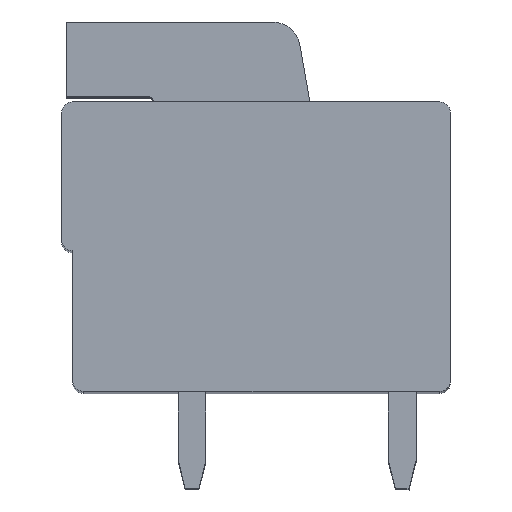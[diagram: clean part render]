
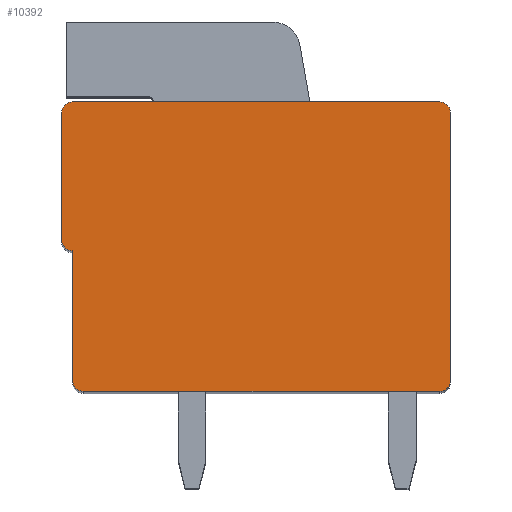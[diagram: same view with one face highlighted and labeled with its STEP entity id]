
A CAD part, top view. The second image highlights one B-rep face of the part: STEP entity #10392.
In plain terms, the highlighted planar face has unit normal (0, 0, 1).
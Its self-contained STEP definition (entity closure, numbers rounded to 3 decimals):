
#1421=DIRECTION('',(-1.,0.,0.));
#1422=VECTOR('',#1421,13.304);
#1423=CARTESIAN_POINT('',(13.702,14.,0.));
#1424=LINE('',#1423,#1422);
#3042=DIRECTION('',(0.,-1.,0.));
#3043=VECTOR('',#3042,4.607);
#3044=CARTESIAN_POINT('',(0.002,13.603,0.));
#3045=LINE('',#3044,#3043);
#3212=DIRECTION('',(0.,-1.,0.));
#3213=VECTOR('',#3212,4.698);
#3214=CARTESIAN_POINT('',(0.4,8.6,0.));
#3215=LINE('',#3214,#3213);
#3309=CARTESIAN_POINT('',(13.702,13.6,0.));
#3310=DIRECTION('',(0.,0.,-1.));
#3311=DIRECTION('',(0.,1.,0.));
#3312=AXIS2_PLACEMENT_3D('',#3309,#3310,#3311);
#3314=DIRECTION('',(0.,-1.,0.));
#3315=VECTOR('',#3314,9.7);
#3316=CARTESIAN_POINT('',(14.102,13.6,0.));
#3317=LINE('',#3316,#3315);
#3318=CARTESIAN_POINT('',(13.702,3.9,0.));
#3319=DIRECTION('',(0.,0.,-1.));
#3320=DIRECTION('',(1.,0.,0.));
#3321=AXIS2_PLACEMENT_3D('',#3318,#3319,#3320);
#3323=DIRECTION('',(-1.,0.,0.));
#3324=VECTOR('',#3323,12.902);
#3325=CARTESIAN_POINT('',(13.702,3.5,0.));
#3326=LINE('',#3325,#3324);
#3327=CARTESIAN_POINT('',(0.8,3.9,0.));
#3328=DIRECTION('',(0.,0.,-1.));
#3329=DIRECTION('',(0.001,-1.,0.));
#3330=AXIS2_PLACEMENT_3D('',#3327,#3328,#3329);
#3332=CARTESIAN_POINT('',(0.4,9.,0.));
#3333=DIRECTION('',(0.,0.,-1.));
#3334=DIRECTION('',(-0.001,-1.,0.));
#3335=AXIS2_PLACEMENT_3D('',#3332,#3333,#3334);
#3337=CARTESIAN_POINT('',(0.398,13.604,0.));
#3338=DIRECTION('',(0.,0.,-1.));
#3339=DIRECTION('',(-1.,-0.003,0.));
#3340=AXIS2_PLACEMENT_3D('',#3337,#3338,#3339);
#4362=CARTESIAN_POINT('',(0.8,3.5,0.));
#4364=VERTEX_POINT('',#4362);
#4366=CARTESIAN_POINT('',(13.702,14.,0.));
#4367=CARTESIAN_POINT('',(14.102,13.6,0.));
#4368=VERTEX_POINT('',#4366);
#4369=VERTEX_POINT('',#4367);
#4370=CARTESIAN_POINT('',(14.102,3.9,0.));
#4371=VERTEX_POINT('',#4370);
#4372=CARTESIAN_POINT('',(13.702,3.5,0.));
#4373=VERTEX_POINT('',#4372);
#4374=CARTESIAN_POINT('',(0.4,3.902,0.));
#4375=VERTEX_POINT('',#4374);
#4376=CARTESIAN_POINT('',(0.4,8.6,0.));
#4377=VERTEX_POINT('',#4376);
#4378=CARTESIAN_POINT('',(0.,8.996,0.));
#4379=VERTEX_POINT('',#4378);
#4380=CARTESIAN_POINT('',(0.002,13.603,0.));
#4381=VERTEX_POINT('',#4380);
#4382=CARTESIAN_POINT('',(0.398,14.,0.));
#4383=VERTEX_POINT('',#4382);
#10375=CARTESIAN_POINT('',(7.051,8.75,0.));
#10376=DIRECTION('',(0.,0.,1.));
#10377=DIRECTION('',(1.,0.,0.));
#10378=AXIS2_PLACEMENT_3D('',#10375,#10376,#10377);
#10379=PLANE('',#10378);
#10380=ORIENTED_EDGE('',*,*,#7711,.T.);
#10381=ORIENTED_EDGE('',*,*,#7675,.T.);
#10382=ORIENTED_EDGE('',*,*,#7639,.T.);
#10383=ORIENTED_EDGE('',*,*,#5846,.T.);
#10384=ORIENTED_EDGE('',*,*,#10331,.T.);
#10385=ORIENTED_EDGE('',*,*,#10295,.F.);
#10386=ORIENTED_EDGE('',*,*,#10274,.T.);
#10387=ORIENTED_EDGE('',*,*,#10078,.F.);
#10388=ORIENTED_EDGE('',*,*,#10039,.T.);
#10389=ORIENTED_EDGE('',*,*,#7747,.F.);
#10390=EDGE_LOOP('',(#10380,#10381,#10382,#10383,#10384,#10385,#10386,#10387,
#10388,#10389));
#10391=FACE_OUTER_BOUND('',#10390,.F.);
#3313=CIRCLE('',#3312,0.4);
#3322=CIRCLE('',#3321,0.4);
#3331=CIRCLE('',#3330,0.4);
#3336=CIRCLE('',#3335,0.4);
#3341=CIRCLE('',#3340,0.396);
#5846=EDGE_CURVE('',#4373,#4364,#3326,.T.);
#7639=EDGE_CURVE('',#4371,#4373,#3322,.T.);
#7675=EDGE_CURVE('',#4369,#4371,#3317,.T.);
#7711=EDGE_CURVE('',#4368,#4369,#3313,.T.);
#7747=EDGE_CURVE('',#4368,#4383,#1424,.T.);
#10039=EDGE_CURVE('',#4381,#4383,#3341,.T.);
#10078=EDGE_CURVE('',#4381,#4379,#3045,.T.);
#10274=EDGE_CURVE('',#4377,#4379,#3336,.T.);
#10295=EDGE_CURVE('',#4377,#4375,#3215,.T.);
#10331=EDGE_CURVE('',#4364,#4375,#3331,.T.);
#10392=ADVANCED_FACE('',(#10391),#10379,.T.);
